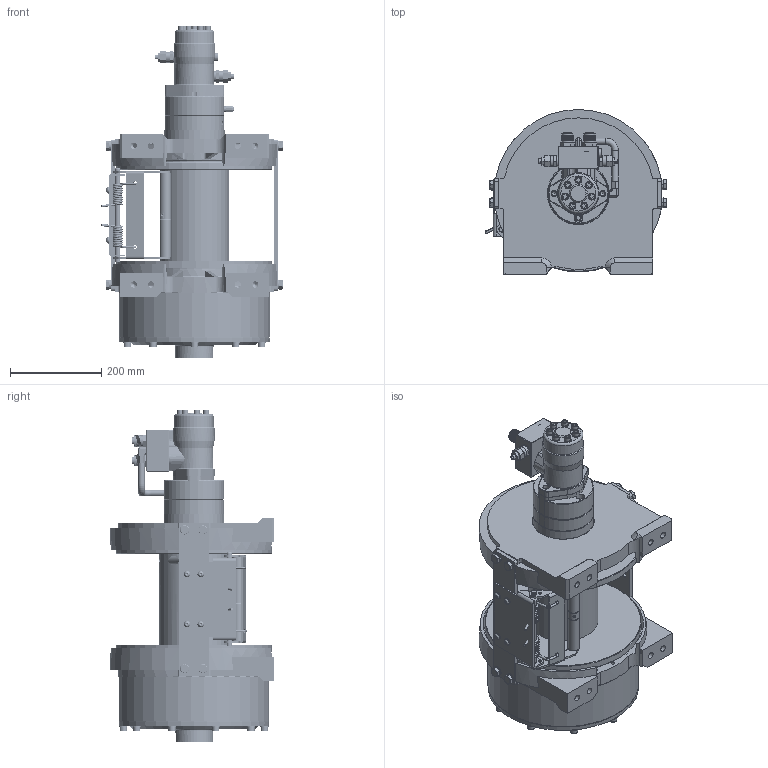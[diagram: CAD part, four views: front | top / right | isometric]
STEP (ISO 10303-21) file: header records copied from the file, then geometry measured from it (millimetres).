
FILE_DESCRIPTION(/* description */ (''),/* implementation_level */ '2;1');
FILE_NAME(/* name */ '642-853_ComeUp_Bison-25-ST.stp',/* time_stamp */ '2018-01-19T16:02:37+01:00',/* author */ ('lang1ph'),/* organization */ (''),/* preprocessor_version */ 'ST-DEVELOPER v17',/* originating_system */ 'Autodesk Inventor 2018',/* authorisation */ '');
FILE_SCHEMA (('AUTOMOTIVE_DESIGN { 1 0 10303 214 3 1 1 }'));
Products named in the file (1): 642-853_ComeUp_Bison-25-ST
Bounding box: 399.45 x 362 x 729.3 mm (x, y, z)
Surface area: 1668429.2 mm2 (no closed solid volume)
Topology: 0 solids, 119 shells, 1513 faces, 4613 edges, 3251 vertices
Faces by surface type: plane 771, cylinder 484, cone 184, torus 37, bspline 33, sphere 4
Full cylindrical faces by diameter (mm): 4.8 x2, 4.9 x3, 4.917 x5, 4.95 x3, 6 x5, 6.4 x4, 6.5 x1, 6.65 x30, 7 x6, 8 x15, 8.3 x2, 8.5 x2, 8.6 x1, 9 x6, 9.8 x2, 10 x2, 10.106 x64, 10.2 x1, 11.5 x2, 12 x52, 12.4 x4, 12.8 x7, 13 x1, 13.6 x2, 14 x19, 15.4 x7, 15.5 x2, 16 x10, 19 x3, 20 x1
Entity records: 84994 total; most frequent: CARTESIAN_POINT 44226, DIRECTION 8297, ORIENTED_EDGE 8040, EDGE_CURVE 4591, VERTEX_POINT 3251, AXIS2_PLACEMENT_3D 3034, LINE 2229, VECTOR 2229
